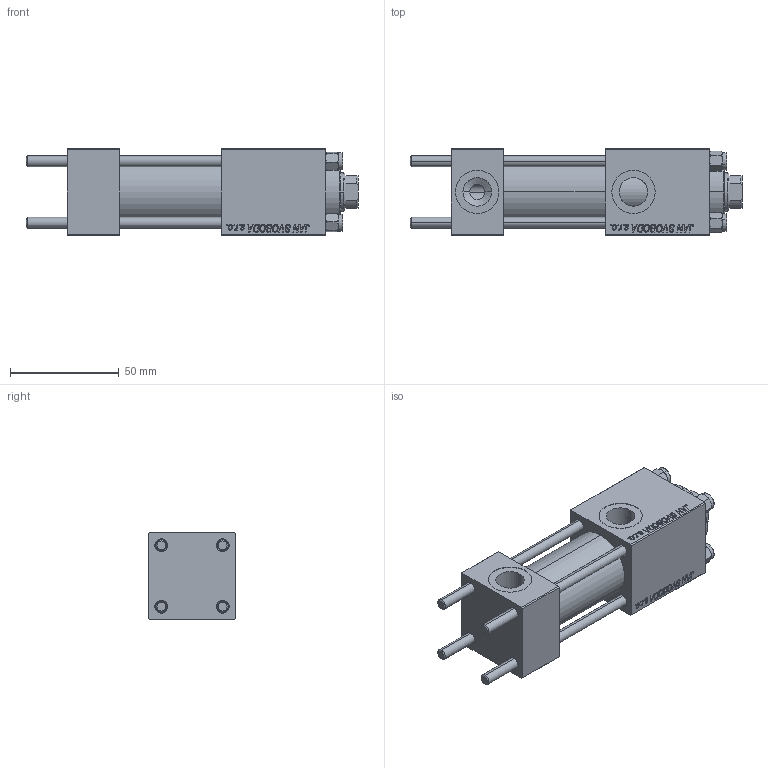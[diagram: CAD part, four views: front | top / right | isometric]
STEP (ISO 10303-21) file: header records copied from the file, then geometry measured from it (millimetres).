
FILE_DESCRIPTION (( 'STEP AP203' ), '1' );
FILE_NAME ('e73a.STEP', '2022-04-16T13:25:00', ( '' ), ( '' ), 'SwSTEP 2.0', 'SolidWorks 2019', '' );
FILE_SCHEMA (( 'CONFIG_CONTROL_DESIGN' ));
Length unit declared in the file: millimetre
Products named in the file (6): V215CR_VCP 461233a74df5ee53ec6ad6b2e22418de; NUT_M5 461233a74df5ee53ec6ad6b2e22418de; V215_VC_A 461233a74df5ee53ec6ad6b2e22418de; e73a; CR025_012_A_0_G_A_G_M_020_+#_##_TYCINKA 461233a74df5ee53ec6ad6b2e22418de; V215CR_BODY_A 461233a74df5ee53ec6ad6b2e22418de
Assembly tree (11 placements, depth 2):
  e73a
    V215CR_BODY_A 461233a74df5ee53ec6ad6b2e22418de
    CR025_012_A_0_G_A_G_M_020_+#_##_TYCINKA 461233a74df5ee53ec6ad6b2e22418de  x4
    NUT_M5 461233a74df5ee53ec6ad6b2e22418de  x4
    V215CR_VCP 461233a74df5ee53ec6ad6b2e22418de
    V215_VC_A 461233a74df5ee53ec6ad6b2e22418de
Bounding box: 153 x 40 x 40 mm (x, y, z)
Volume: 152313.1 mm3; surface area: 61335.3 mm2
Topology: 11 solids, 11 shells, 1134 faces, 2857 edges, 1851 vertices
Faces by surface type: plane 518, bspline 392, cone 136, cylinder 80, torus 8
Entity records: 49907 total; most frequent: CARTESIAN_POINT 27047, ORIENTED_EDGE 5206, DIRECTION 3239, EDGE_CURVE 2603, VERTEX_POINT 1707, VECTOR 1585, LINE 1585, EDGE_LOOP 1140
